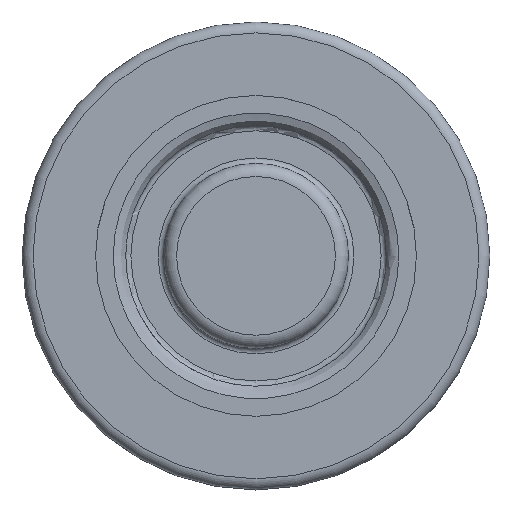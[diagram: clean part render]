
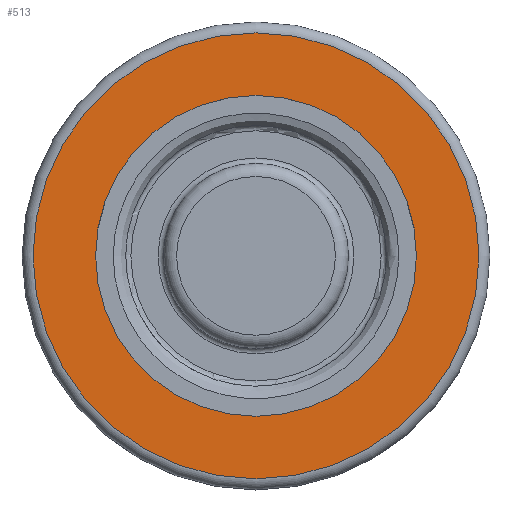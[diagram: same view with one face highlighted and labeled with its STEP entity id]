
A CAD part, top view. The second image highlights one B-rep face of the part: STEP entity #513.
In plain terms, the highlighted planar face has unit normal (0, 0, 1).
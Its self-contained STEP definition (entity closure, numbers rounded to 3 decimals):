
#338 = CYLINDRICAL_SURFACE('',#339,7.375);
#339 = AXIS2_PLACEMENT_3D('',#340,#341,#342);
#340 = CARTESIAN_POINT('',(0.,0.,8.));
#341 = DIRECTION('',(0.,0.,1.));
#342 = DIRECTION('',(1.,0.,0.));
#408 = VERTEX_POINT('',#409);
#409 = CARTESIAN_POINT('',(7.375,0.,8.));
#432 = EDGE_CURVE('',#408,#408,#433,.T.);
#433 = SURFACE_CURVE('',#434,(#439,#446),.PCURVE_S1.);
#434 = CIRCLE('',#435,7.375);
#435 = AXIS2_PLACEMENT_3D('',#436,#437,#438);
#436 = CARTESIAN_POINT('',(0.,0.,8.));
#437 = DIRECTION('',(0.,0.,1.));
#438 = DIRECTION('',(1.,0.,0.));
#439 = PCURVE('',#338,#440);
#440 = DEFINITIONAL_REPRESENTATION('',(#441),#445);
#441 = LINE('',#442,#443);
#442 = CARTESIAN_POINT('',(0.,0.));
#443 = VECTOR('',#444,1.);
#444 = DIRECTION('',(1.,0.));
#445 = ( GEOMETRIC_REPRESENTATION_CONTEXT(2) 
PARAMETRIC_REPRESENTATION_CONTEXT() REPRESENTATION_CONTEXT('2D SPACE',''
  ) );
#446 = PCURVE('',#447,#452);
#447 = PLANE('',#448);
#448 = AXIS2_PLACEMENT_3D('',#449,#450,#451);
#449 = CARTESIAN_POINT('',(0.,0.,8.));
#450 = DIRECTION('',(0.,0.,1.));
#451 = DIRECTION('',(1.,0.,0.));
#452 = DEFINITIONAL_REPRESENTATION('',(#453),#457);
#453 = CIRCLE('',#454,7.375);
#454 = AXIS2_PLACEMENT_2D('',#455,#456);
#455 = CARTESIAN_POINT('',(0.,0.));
#456 = DIRECTION('',(1.,0.));
#457 = ( GEOMETRIC_REPRESENTATION_CONTEXT(2) 
PARAMETRIC_REPRESENTATION_CONTEXT() REPRESENTATION_CONTEXT('2D SPACE',''
  ) );
#513 = ADVANCED_FACE('',(#514,#545),#447,.T.);
#514 = FACE_BOUND('',#515,.T.);
#515 = EDGE_LOOP('',(#516));
#516 = ORIENTED_EDGE('',*,*,#517,.T.);
#517 = EDGE_CURVE('',#518,#518,#520,.T.);
#518 = VERTEX_POINT('',#519);
#519 = CARTESIAN_POINT('',(10.25,0.,8.));
#520 = SURFACE_CURVE('',#521,(#526,#533),.PCURVE_S1.);
#521 = CIRCLE('',#522,10.25);
#522 = AXIS2_PLACEMENT_3D('',#523,#524,#525);
#523 = CARTESIAN_POINT('',(0.,0.,8.));
#524 = DIRECTION('',(0.,0.,1.));
#525 = DIRECTION('',(1.,0.,0.));
#526 = PCURVE('',#447,#527);
#527 = DEFINITIONAL_REPRESENTATION('',(#528),#532);
#528 = CIRCLE('',#529,10.25);
#529 = AXIS2_PLACEMENT_2D('',#530,#531);
#530 = CARTESIAN_POINT('',(0.,0.));
#531 = DIRECTION('',(1.,0.));
#532 = ( GEOMETRIC_REPRESENTATION_CONTEXT(2) 
PARAMETRIC_REPRESENTATION_CONTEXT() REPRESENTATION_CONTEXT('2D SPACE',''
  ) );
#533 = PCURVE('',#534,#539);
#534 = TOROIDAL_SURFACE('',#535,10.25,0.5);
#535 = AXIS2_PLACEMENT_3D('',#536,#537,#538);
#536 = CARTESIAN_POINT('',(0.,0.,7.5));
#537 = DIRECTION('',(0.,0.,1.));
#538 = DIRECTION('',(1.,0.,0.));
#539 = DEFINITIONAL_REPRESENTATION('',(#540),#544);
#540 = LINE('',#541,#542);
#541 = CARTESIAN_POINT('',(0.,1.571));
#542 = VECTOR('',#543,1.);
#543 = DIRECTION('',(1.,0.));
#544 = ( GEOMETRIC_REPRESENTATION_CONTEXT(2) 
PARAMETRIC_REPRESENTATION_CONTEXT() REPRESENTATION_CONTEXT('2D SPACE',''
  ) );
#545 = FACE_BOUND('',#546,.T.);
#546 = EDGE_LOOP('',(#547));
#547 = ORIENTED_EDGE('',*,*,#432,.F.);
